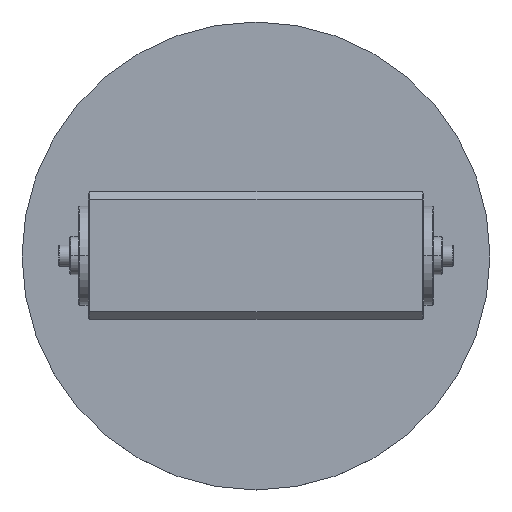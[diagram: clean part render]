
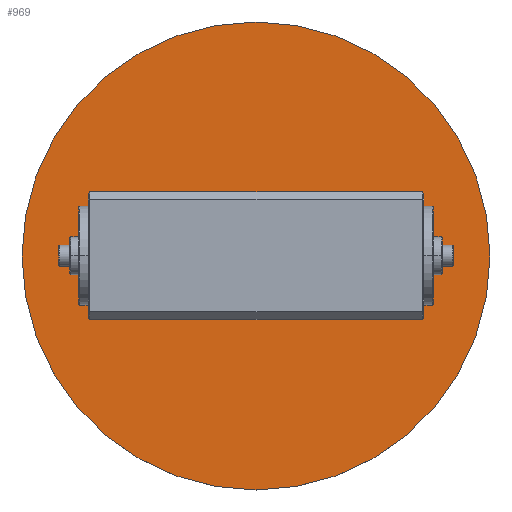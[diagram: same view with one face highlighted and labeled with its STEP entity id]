
A CAD part, top view. The second image highlights one B-rep face of the part: STEP entity #969.
In plain terms, the highlighted planar face has unit normal (0, 0, 1).
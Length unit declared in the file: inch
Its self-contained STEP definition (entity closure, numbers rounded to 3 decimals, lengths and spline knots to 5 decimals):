
#43 = VECTOR ( 'NONE', #837, 39.37008 ) ;
#51 = CARTESIAN_POINT ( 'NONE',  ( 1.73622, 0.6188, 0.23622 ) ) ;
#62 = DIRECTION ( 'NONE',  ( 0.707, -0.707, 0. ) ) ;
#68 = CARTESIAN_POINT ( 'NONE',  ( -2.42126, -0.0249, 0.23622 ) ) ;
#76 = VERTEX_POINT ( 'NONE', #973 ) ;
#110 = EDGE_CURVE ( 'NONE', #941, #1003, #309, .T. ) ;
#118 = DIRECTION ( 'NONE',  ( 0., -1., 0. ) ) ;
#119 = VERTEX_POINT ( 'NONE', #483 ) ;
#136 = EDGE_CURVE ( 'NONE', #697, #782, #1284, .T. ) ;
#148 = FACE_OUTER_BOUND ( 'NONE', #1146, .T. ) ;
#174 = ORIENTED_EDGE ( 'NONE', *, *, #1358, .T. ) ;
#176 = VERTEX_POINT ( 'NONE', #637 ) ;
#194 = CARTESIAN_POINT ( 'NONE',  ( 1.73622, -0.66861, 0.23622 ) ) ;
#202 = DIRECTION ( 'NONE',  ( 0.707, 0.707, 0. ) ) ;
#208 = ORIENTED_EDGE ( 'NONE', *, *, #1484, .T. ) ;
#222 = AXIS2_PLACEMENT_3D ( 'NONE', #469, #352, #1195 ) ;
#225 = PLANE ( 'NONE',  #1579 ) ;
#297 = CARTESIAN_POINT ( 'NONE',  ( 1.72047, -0.68435, 0.23622 ) ) ;
#309 = CIRCLE ( 'NONE', #222, 2.42126 ) ;
#325 = VERTEX_POINT ( 'NONE', #535 ) ;
#343 = CARTESIAN_POINT ( 'NONE',  ( -1.72047, -0.68435, 0.23622 ) ) ;
#352 = DIRECTION ( 'NONE',  ( 0., 0., 1. ) ) ;
#361 = DIRECTION ( 'NONE',  ( -1., 0., 0. ) ) ;
#375 = EDGE_CURVE ( 'NONE', #325, #697, #936, .T. ) ;
#379 = LINE ( 'NONE', #1441, #1326 ) ;
#381 = FACE_BOUND ( 'NONE', #505, .T. ) ;
#419 = LINE ( 'NONE', #343, #987 ) ;
#424 = DIRECTION ( 'NONE',  ( 1., 0., 0. ) ) ;
#451 = CARTESIAN_POINT ( 'NONE',  ( -1.73622, -0.66861, 0.23622 ) ) ;
#469 = CARTESIAN_POINT ( 'NONE',  ( 0., -0.0249, 0.23622 ) ) ;
#481 = DIRECTION ( 'NONE',  ( -0.707, 0.707, 0. ) ) ;
#483 = CARTESIAN_POINT ( 'NONE',  ( -1.72047, 0.63454, 0.23622 ) ) ;
#505 = EDGE_LOOP ( 'NONE', ( #174, #1361, #1198, #959, #764, #543, #208, #544 ) ) ;
#535 = CARTESIAN_POINT ( 'NONE',  ( 1.73622, -0.66861, 0.23622 ) ) ;
#543 = ORIENTED_EDGE ( 'NONE', *, *, #136, .T. ) ;
#544 = ORIENTED_EDGE ( 'NONE', *, *, #1318, .T. ) ;
#604 = CARTESIAN_POINT ( 'NONE',  ( 0., -0.0249, 0.23622 ) ) ;
#637 = CARTESIAN_POINT ( 'NONE',  ( -1.73622, -0.66861, 0.23622 ) ) ;
#673 = CARTESIAN_POINT ( 'NONE',  ( 1.72047, 0.63454, 0.23622 ) ) ;
#678 = VERTEX_POINT ( 'NONE', #51 ) ;
#688 = VECTOR ( 'NONE', #118, 39.37008 ) ;
#697 = VERTEX_POINT ( 'NONE', #297 ) ;
#722 = EDGE_CURVE ( 'NONE', #1071, #678, #1509, .T. ) ;
#731 = DIRECTION ( 'NONE',  ( -1., 0., 0. ) ) ;
#740 = EDGE_CURVE ( 'NONE', #119, #1071, #1373, .T. ) ;
#760 = VECTOR ( 'NONE', #62, 39.37008 ) ;
#764 = ORIENTED_EDGE ( 'NONE', *, *, #375, .T. ) ;
#782 = VERTEX_POINT ( 'NONE', #1178 ) ;
#837 = DIRECTION ( 'NONE',  ( -0.707, -0.707, 0. ) ) ;
#883 = CARTESIAN_POINT ( 'NONE',  ( 1.72047, 0.63454, 0.23622 ) ) ;
#933 = CARTESIAN_POINT ( 'NONE',  ( -1.72047, 0.63454, 0.23622 ) ) ;
#936 = LINE ( 'NONE', #194, #43 ) ;
#941 = VERTEX_POINT ( 'NONE', #68 ) ;
#959 = ORIENTED_EDGE ( 'NONE', *, *, #1470, .T. ) ;
#966 = EDGE_CURVE ( 'NONE', #1003, #941, #1079, .T. ) ;
#969 = ADVANCED_FACE ( 'NONE', ( #148, #381 ), #225, .T. ) ;
#973 = CARTESIAN_POINT ( 'NONE',  ( -1.73622, 0.6188, 0.23622 ) ) ;
#981 = DIRECTION ( 'NONE',  ( 0., 0., 1. ) ) ;
#987 = VECTOR ( 'NONE', #481, 39.37008 ) ;
#992 = CARTESIAN_POINT ( 'NONE',  ( 1.73622, 0.6188, 0.23622 ) ) ;
#1003 = VERTEX_POINT ( 'NONE', #1102 ) ;
#1047 = VECTOR ( 'NONE', #424, 39.37008 ) ;
#1071 = VERTEX_POINT ( 'NONE', #883 ) ;
#1079 = CIRCLE ( 'NONE', #1295, 2.42126 ) ;
#1102 = CARTESIAN_POINT ( 'NONE',  ( 2.42126, -0.0249, 0.23622 ) ) ;
#1136 = LINE ( 'NONE', #992, #688 ) ;
#1146 = EDGE_LOOP ( 'NONE', ( #1238, #1514 ) ) ;
#1178 = CARTESIAN_POINT ( 'NONE',  ( -1.72047, -0.68435, 0.23622 ) ) ;
#1195 = DIRECTION ( 'NONE',  ( -1., 0., 0. ) ) ;
#1198 = ORIENTED_EDGE ( 'NONE', *, *, #722, .T. ) ;
#1238 = ORIENTED_EDGE ( 'NONE', *, *, #110, .T. ) ;
#1251 = LINE ( 'NONE', #451, #1409 ) ;
#1284 = LINE ( 'NONE', #1335, #1578 ) ;
#1295 = AXIS2_PLACEMENT_3D ( 'NONE', #1482, #1473, #361 ) ;
#1318 = EDGE_CURVE ( 'NONE', #176, #76, #1251, .T. ) ;
#1322 = DIRECTION ( 'NONE',  ( 0., 1., 0. ) ) ;
#1326 = VECTOR ( 'NONE', #202, 39.37008 ) ;
#1335 = CARTESIAN_POINT ( 'NONE',  ( 1.72047, -0.68435, 0.23622 ) ) ;
#1355 = DIRECTION ( 'NONE',  ( 1., 0., 0. ) ) ;
#1358 = EDGE_CURVE ( 'NONE', #76, #119, #379, .T. ) ;
#1361 = ORIENTED_EDGE ( 'NONE', *, *, #740, .T. ) ;
#1373 = LINE ( 'NONE', #933, #1047 ) ;
#1409 = VECTOR ( 'NONE', #1322, 39.37008 ) ;
#1441 = CARTESIAN_POINT ( 'NONE',  ( -1.73622, 0.6188, 0.23622 ) ) ;
#1470 = EDGE_CURVE ( 'NONE', #678, #325, #1136, .T. ) ;
#1473 = DIRECTION ( 'NONE',  ( 0., 0., 1. ) ) ;
#1482 = CARTESIAN_POINT ( 'NONE',  ( 0., -0.0249, 0.23622 ) ) ;
#1484 = EDGE_CURVE ( 'NONE', #782, #176, #419, .T. ) ;
#1509 = LINE ( 'NONE', #673, #760 ) ;
#1514 = ORIENTED_EDGE ( 'NONE', *, *, #966, .T. ) ;
#1578 = VECTOR ( 'NONE', #731, 39.37008 ) ;
#1579 = AXIS2_PLACEMENT_3D ( 'NONE', #604, #981, #1355 ) ;
